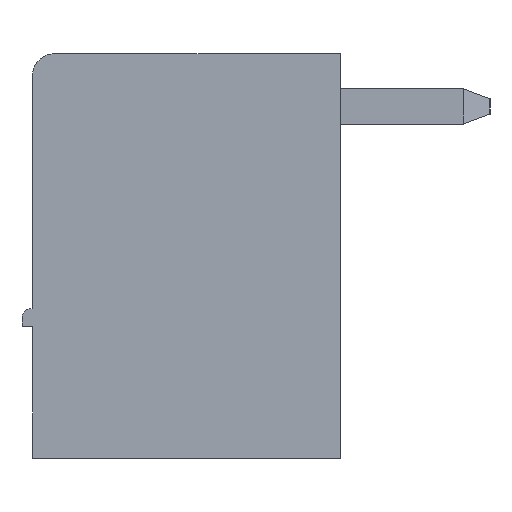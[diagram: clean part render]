
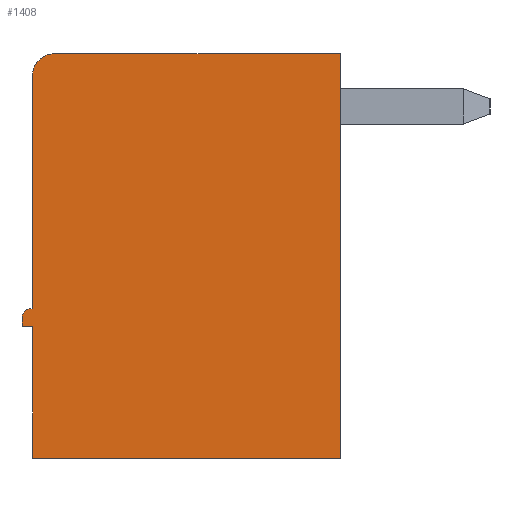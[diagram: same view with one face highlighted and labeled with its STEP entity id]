
A CAD part, left-side view. The second image highlights one B-rep face of the part: STEP entity #1408.
In plain terms, the highlighted planar face has unit normal (-1, 0, 0).
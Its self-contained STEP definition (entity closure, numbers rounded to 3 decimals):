
#221=CIRCLE('',#13326,0.2);
#222=CIRCLE('',#13327,0.5);
#757=FACE_OUTER_BOUND('',#2772,.T.);
#1408=ADVANCED_FACE('',(#757),#2034,.T.);
#2034=PLANE('',#13328);
#2772=EDGE_LOOP('',(#5814,#5815,#5816,#5817,#5818,#5819,#5820,#5821,#5822,
#5823));
#5814=ORIENTED_EDGE('',*,*,#9139,.F.);
#5815=ORIENTED_EDGE('',*,*,#9140,.F.);
#5816=ORIENTED_EDGE('',*,*,#9141,.F.);
#5817=ORIENTED_EDGE('',*,*,#9142,.F.);
#5818=ORIENTED_EDGE('',*,*,#9143,.F.);
#5819=ORIENTED_EDGE('',*,*,#9144,.F.);
#5820=ORIENTED_EDGE('',*,*,#9145,.F.);
#5821=ORIENTED_EDGE('',*,*,#7854,.F.);
#5822=ORIENTED_EDGE('',*,*,#9146,.F.);
#5823=ORIENTED_EDGE('',*,*,#9147,.F.);
#6692=VERTEX_POINT('',#17095);
#6694=VERTEX_POINT('',#17099);
#7470=VERTEX_POINT('',#19758);
#7471=VERTEX_POINT('',#19759);
#7472=VERTEX_POINT('',#19761);
#7473=VERTEX_POINT('',#19763);
#7474=VERTEX_POINT('',#19765);
#7475=VERTEX_POINT('',#19767);
#7476=VERTEX_POINT('',#19769);
#7477=VERTEX_POINT('',#19772);
#7854=EDGE_CURVE('',#6694,#6692,#9626,.T.);
#9139=EDGE_CURVE('',#7470,#7471,#10829,.T.);
#9140=EDGE_CURVE('',#7472,#7470,#10830,.T.);
#9141=EDGE_CURVE('',#7473,#7472,#221,.T.);
#9142=EDGE_CURVE('',#7474,#7473,#10831,.T.);
#9143=EDGE_CURVE('',#7475,#7474,#10832,.T.);
#9144=EDGE_CURVE('',#7476,#7475,#10833,.T.);
#9145=EDGE_CURVE('',#6692,#7476,#10834,.T.);
#9146=EDGE_CURVE('',#7477,#6694,#10835,.T.);
#9147=EDGE_CURVE('',#7471,#7477,#222,.T.);
#9626=LINE('',#17100,#11301);
#10829=LINE('',#19757,#12504);
#10830=LINE('',#19760,#12505);
#10831=LINE('',#19764,#12506);
#10832=LINE('',#19766,#12507);
#10833=LINE('',#19768,#12508);
#10834=LINE('',#19770,#12509);
#10835=LINE('',#19771,#12510);
#11301=VECTOR('',#13709,1.);
#12504=VECTOR('',#16118,1.);
#12505=VECTOR('',#16119,1.);
#12506=VECTOR('',#16122,1.);
#12507=VECTOR('',#16123,1.);
#12508=VECTOR('',#16124,1.);
#12509=VECTOR('',#16125,1.);
#12510=VECTOR('',#16126,1.);
#13326=AXIS2_PLACEMENT_3D('',#19762,#16120,#16121);
#13327=AXIS2_PLACEMENT_3D('',#19773,#16127,#16128);
#13328=AXIS2_PLACEMENT_3D('',#19774,#16129,#16130);
#13709=DIRECTION('',(0.,0.,-1.));
#16118=DIRECTION('',(0.,0.,1.));
#16119=DIRECTION('',(0.,-1.,0.));
#16120=DIRECTION('',(1.,0.,0.));
#16121=DIRECTION('',(0.,1.,0.));
#16122=DIRECTION('',(0.,0.,1.));
#16123=DIRECTION('',(0.,1.,0.));
#16124=DIRECTION('',(0.,0.,1.));
#16125=DIRECTION('',(0.,1.,0.));
#16126=DIRECTION('',(0.,-1.,0.));
#16127=DIRECTION('',(1.,0.,0.));
#16128=DIRECTION('',(0.,1.,0.));
#16129=DIRECTION('',(-1.,0.,0.));
#16130=DIRECTION('',(0.,0.,1.));
#17095=CARTESIAN_POINT('',(-4.33,0.05,62.8));
#17099=CARTESIAN_POINT('',(-4.33,0.05,72.));
#17100=CARTESIAN_POINT('',(-4.33,0.05,72.));
#19757=CARTESIAN_POINT('',(-4.33,7.05,66.2));
#19758=CARTESIAN_POINT('',(-4.33,7.05,66.2));
#19759=CARTESIAN_POINT('',(-4.33,7.05,71.5));
#19760=CARTESIAN_POINT('',(-4.33,7.09,66.2));
#19761=CARTESIAN_POINT('',(-4.33,7.09,66.2));
#19762=CARTESIAN_POINT('',(-4.33,7.09,66.));
#19763=CARTESIAN_POINT('',(-4.33,7.29,66.));
#19764=CARTESIAN_POINT('',(-4.33,7.29,65.8));
#19765=CARTESIAN_POINT('',(-4.33,7.29,65.8));
#19766=CARTESIAN_POINT('',(-4.33,7.05,65.8));
#19767=CARTESIAN_POINT('',(-4.33,7.05,65.8));
#19768=CARTESIAN_POINT('',(-4.33,7.05,62.8));
#19769=CARTESIAN_POINT('',(-4.33,7.05,62.8));
#19770=CARTESIAN_POINT('',(-4.33,0.05,62.8));
#19771=CARTESIAN_POINT('',(-4.33,6.55,72.));
#19772=CARTESIAN_POINT('',(-4.33,6.55,72.));
#19773=CARTESIAN_POINT('',(-4.33,6.55,71.5));
#19774=CARTESIAN_POINT('',(-4.33,3.55,62.8));
